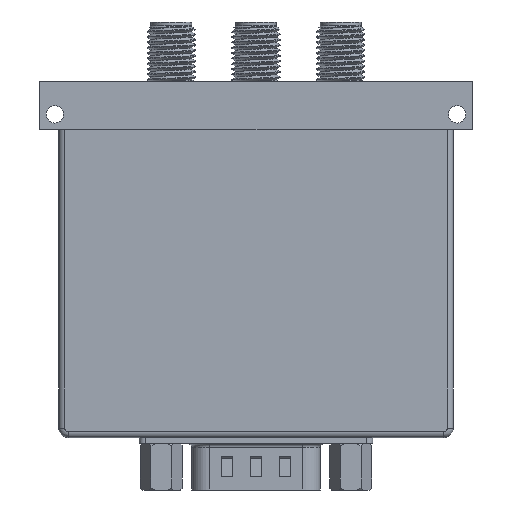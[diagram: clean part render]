
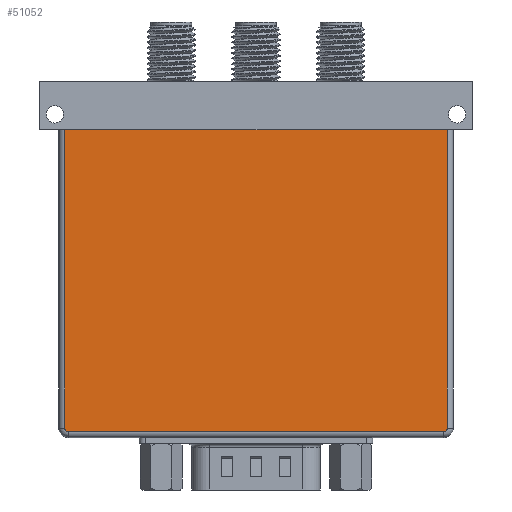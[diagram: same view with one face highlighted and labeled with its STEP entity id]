
A CAD part, front view. The second image highlights one B-rep face of the part: STEP entity #51052.
In plain terms, the highlighted planar face has unit normal (0, -1, 0).
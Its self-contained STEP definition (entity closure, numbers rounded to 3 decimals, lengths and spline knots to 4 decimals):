
#1354 = PLANE ( 'NONE',  #2207 ) ;
#2207 = AXIS2_PLACEMENT_3D ( 'NONE', #33838, #13684, #38401 ) ;
#2986 = DIRECTION ( 'NONE',  ( 1., 0., 0. ) ) ;
#4141 = CARTESIAN_POINT ( 'NONE',  ( 0., -0.26, 0.675 ) ) ;
#4790 = CARTESIAN_POINT ( 'NONE',  ( -0.975, -0.26, -0.895 ) ) ;
#6032 = EDGE_LOOP ( 'NONE', ( #35036, #53142, #28127, #15202, #49216, #14847 ) ) ;
#6503 = CARTESIAN_POINT ( 'NONE',  ( 0.975, -0.26, -0.895 ) ) ;
#6726 = DIRECTION ( 'NONE',  ( 0., 0., 1. ) ) ;
#7810 = EDGE_CURVE ( 'NONE', #16677, #21748, #39760, .T. ) ;
#8149 = LINE ( 'NONE', #4141, #9731 ) ;
#9100 = CARTESIAN_POINT ( 'NONE',  ( -0.995, -0.26, -0.875 ) ) ;
#9214 = DIRECTION ( 'NONE',  ( 0., -1., 0. ) ) ;
#9731 = VECTOR ( 'NONE', #32573, 39.3701 ) ;
#9931 = AXIS2_PLACEMENT_3D ( 'NONE', #39185, #47487, #42938 ) ;
#11756 = VERTEX_POINT ( 'NONE', #26854 ) ;
#13411 = VECTOR ( 'NONE', #15728, 39.3701 ) ;
#13684 = DIRECTION ( 'NONE',  ( 0., -1., 0. ) ) ;
#14847 = ORIENTED_EDGE ( 'NONE', *, *, #19349, .T. ) ;
#15202 = ORIENTED_EDGE ( 'NONE', *, *, #7810, .T. ) ;
#15728 = DIRECTION ( 'NONE',  ( 0., 0., -1. ) ) ;
#16677 = VERTEX_POINT ( 'NONE', #4790 ) ;
#18243 = EDGE_CURVE ( 'NONE', #46749, #51855, #8149, .T. ) ;
#19349 = EDGE_CURVE ( 'NONE', #11756, #46749, #47518, .T. ) ;
#19447 = CARTESIAN_POINT ( 'NONE',  ( 0.995, -0.26, 0.675 ) ) ;
#19669 = VERTEX_POINT ( 'NONE', #9100 ) ;
#21748 = VERTEX_POINT ( 'NONE', #45749 ) ;
#23545 = LINE ( 'NONE', #28622, #13411 ) ;
#23697 = CIRCLE ( 'NONE', #27980, 0.02 ) ;
#26854 = CARTESIAN_POINT ( 'NONE',  ( 0.995, -0.26, -0.875 ) ) ;
#26953 = VECTOR ( 'NONE', #6726, 39.3701 ) ;
#27980 = AXIS2_PLACEMENT_3D ( 'NONE', #46777, #9214, #41964 ) ;
#28127 = ORIENTED_EDGE ( 'NONE', *, *, #52221, .T. ) ;
#28348 = CARTESIAN_POINT ( 'NONE',  ( -0.995, -0.26, 0.675 ) ) ;
#28622 = CARTESIAN_POINT ( 'NONE',  ( -0.995, -0.26, -0.875 ) ) ;
#29801 = FACE_OUTER_BOUND ( 'NONE', #6032, .T. ) ;
#31341 = CIRCLE ( 'NONE', #9931, 0.02 ) ;
#31683 = VECTOR ( 'NONE', #2986, 39.3701 ) ;
#32573 = DIRECTION ( 'NONE',  ( -1., 0., 0. ) ) ;
#33838 = CARTESIAN_POINT ( 'NONE',  ( 0., -0.26, 0. ) ) ;
#35036 = ORIENTED_EDGE ( 'NONE', *, *, #18243, .T. ) ;
#38401 = DIRECTION ( 'NONE',  ( 0., 0., -1. ) ) ;
#39185 = CARTESIAN_POINT ( 'NONE',  ( 0.975, -0.26, -0.875 ) ) ;
#39760 = LINE ( 'NONE', #6503, #31683 ) ;
#41964 = DIRECTION ( 'NONE',  ( 0., 0., -1. ) ) ;
#42938 = DIRECTION ( 'NONE',  ( 0., 0., -1. ) ) ;
#43489 = CARTESIAN_POINT ( 'NONE',  ( 0.995, -0.26, 0.675 ) ) ;
#45749 = CARTESIAN_POINT ( 'NONE',  ( 0.975, -0.26, -0.895 ) ) ;
#46749 = VERTEX_POINT ( 'NONE', #19447 ) ;
#46777 = CARTESIAN_POINT ( 'NONE',  ( -0.975, -0.26, -0.875 ) ) ;
#47487 = DIRECTION ( 'NONE',  ( 0., -1., 0. ) ) ;
#47518 = LINE ( 'NONE', #43489, #26953 ) ;
#49216 = ORIENTED_EDGE ( 'NONE', *, *, #50316, .T. ) ;
#50316 = EDGE_CURVE ( 'NONE', #21748, #11756, #31341, .T. ) ;
#51052 = ADVANCED_FACE ( 'NONE', ( #29801 ), #1354, .T. ) ;
#51855 = VERTEX_POINT ( 'NONE', #28348 ) ;
#52221 = EDGE_CURVE ( 'NONE', #19669, #16677, #23697, .T. ) ;
#52678 = EDGE_CURVE ( 'NONE', #51855, #19669, #23545, .T. ) ;
#53142 = ORIENTED_EDGE ( 'NONE', *, *, #52678, .T. ) ;
